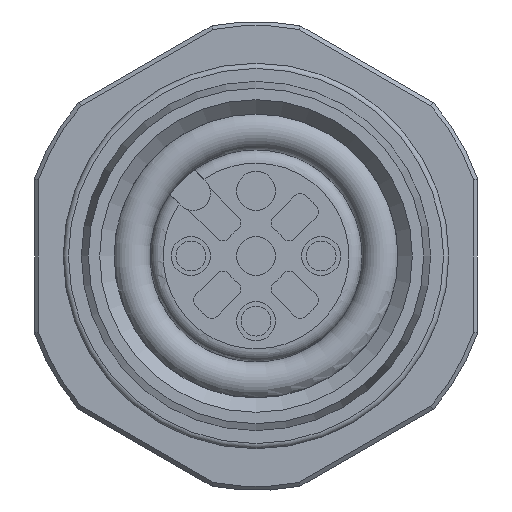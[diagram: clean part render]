
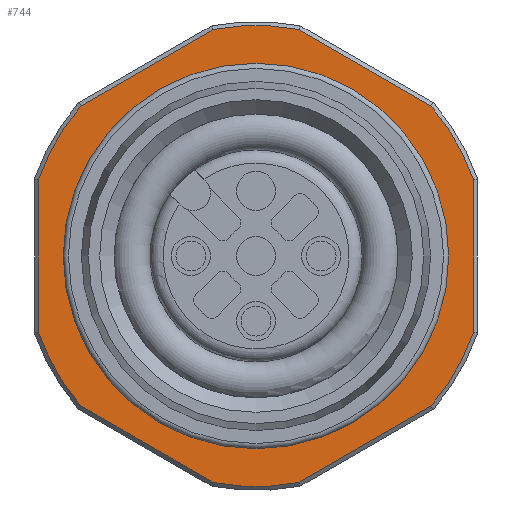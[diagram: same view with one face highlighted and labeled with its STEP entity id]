
A CAD part, front view. The second image highlights one B-rep face of the part: STEP entity #744.
In plain terms, the highlighted planar face has unit normal (0, -1, 0).
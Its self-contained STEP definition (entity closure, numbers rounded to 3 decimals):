
#221=LINE('',#4097,#367);
#222=LINE('',#4101,#368);
#223=LINE('',#4105,#369);
#224=LINE('',#4109,#370);
#225=LINE('',#4113,#371);
#226=LINE('',#4117,#372);
#367=VECTOR('',#3016,1.);
#368=VECTOR('',#3019,1.);
#369=VECTOR('',#3022,1.);
#370=VECTOR('',#3025,1.);
#371=VECTOR('',#3028,1.);
#372=VECTOR('',#3031,1.);
#469=PLANE('',#2470);
#611=CIRCLE('',#2462,7.4);
#612=CIRCLE('',#2464,8.85);
#613=CIRCLE('',#2465,8.85);
#614=CIRCLE('',#2466,8.85);
#615=CIRCLE('',#2467,8.85);
#616=CIRCLE('',#2468,8.85);
#617=CIRCLE('',#2469,8.85);
#744=ADVANCED_FACE('F58',(#946,#947),#469,.T.);
#946=FACE_BOUND('',#1125,.T.);
#947=FACE_BOUND('',#1126,.T.);
#1125=EDGE_LOOP('',(#1546,#1547,#1548,#1549,#1550,#1551,#1552,#1553,#1554,
#1555,#1556,#1557));
#1126=EDGE_LOOP('',(#1558));
#1546=ORIENTED_EDGE('',*,*,#2165,.F.);
#1547=ORIENTED_EDGE('',*,*,#2166,.F.);
#1548=ORIENTED_EDGE('',*,*,#2167,.F.);
#1549=ORIENTED_EDGE('',*,*,#2168,.F.);
#1550=ORIENTED_EDGE('',*,*,#2169,.F.);
#1551=ORIENTED_EDGE('',*,*,#2170,.F.);
#1552=ORIENTED_EDGE('',*,*,#2171,.F.);
#1553=ORIENTED_EDGE('',*,*,#2172,.F.);
#1554=ORIENTED_EDGE('',*,*,#2173,.F.);
#1555=ORIENTED_EDGE('',*,*,#2174,.F.);
#1556=ORIENTED_EDGE('',*,*,#2175,.F.);
#1557=ORIENTED_EDGE('',*,*,#2176,.F.);
#1558=ORIENTED_EDGE('',*,*,#2164,.T.);
#1914=VERTEX_POINT('',#4092);
#1915=VERTEX_POINT('',#4095);
#1916=VERTEX_POINT('',#4096);
#1917=VERTEX_POINT('',#4098);
#1918=VERTEX_POINT('',#4100);
#1919=VERTEX_POINT('',#4102);
#1920=VERTEX_POINT('',#4104);
#1921=VERTEX_POINT('',#4106);
#1922=VERTEX_POINT('',#4108);
#1923=VERTEX_POINT('',#4110);
#1924=VERTEX_POINT('',#4112);
#1925=VERTEX_POINT('',#4114);
#1926=VERTEX_POINT('',#4116);
#2164=EDGE_CURVE('E168',#1914,#1914,#611,.T.);
#2165=EDGE_CURVE('E170',#1915,#1916,#612,.T.);
#2166=EDGE_CURVE('E171',#1917,#1915,#221,.T.);
#2167=EDGE_CURVE('E172',#1918,#1917,#613,.T.);
#2168=EDGE_CURVE('E173',#1919,#1918,#222,.T.);
#2169=EDGE_CURVE('E174',#1920,#1919,#614,.T.);
#2170=EDGE_CURVE('E175',#1921,#1920,#223,.T.);
#2171=EDGE_CURVE('E176',#1922,#1921,#615,.T.);
#2172=EDGE_CURVE('E177',#1923,#1922,#224,.T.);
#2173=EDGE_CURVE('E178',#1924,#1923,#616,.T.);
#2174=EDGE_CURVE('E179',#1925,#1924,#225,.T.);
#2175=EDGE_CURVE('E180',#1926,#1925,#617,.T.);
#2176=EDGE_CURVE('E181',#1916,#1926,#226,.T.);
#2462=AXIS2_PLACEMENT_3D('',#4091,#3010,#3011);
#2464=AXIS2_PLACEMENT_3D('',#4094,#3014,#3015);
#2465=AXIS2_PLACEMENT_3D('',#4099,#3017,#3018);
#2466=AXIS2_PLACEMENT_3D('',#4103,#3020,#3021);
#2467=AXIS2_PLACEMENT_3D('',#4107,#3023,#3024);
#2468=AXIS2_PLACEMENT_3D('',#4111,#3026,#3027);
#2469=AXIS2_PLACEMENT_3D('',#4115,#3029,#3030);
#2470=AXIS2_PLACEMENT_3D('',#4118,#3032,#3033);
#3010=DIRECTION('',(0.,1.,0.));
#3011=DIRECTION('',(0.,0.,1.));
#3014=DIRECTION('',(0.,1.,0.));
#3015=DIRECTION('',(-1.,0.,0.));
#3016=DIRECTION('',(0.,0.,1.));
#3017=DIRECTION('',(0.,1.,0.));
#3018=DIRECTION('',(-1.,0.,0.));
#3019=DIRECTION('',(-0.866,0.,0.5));
#3020=DIRECTION('',(0.,1.,0.));
#3021=DIRECTION('',(0.,0.,1.));
#3022=DIRECTION('',(-0.866,0.,-0.5));
#3023=DIRECTION('',(0.,1.,0.));
#3024=DIRECTION('',(-1.,0.,0.));
#3025=DIRECTION('',(0.,0.,-1.));
#3026=DIRECTION('',(0.,1.,0.));
#3027=DIRECTION('',(-1.,0.,0.));
#3028=DIRECTION('',(0.866,0.,-0.5));
#3029=DIRECTION('',(0.,1.,0.));
#3030=DIRECTION('',(0.,0.,1.));
#3031=DIRECTION('',(0.866,0.,0.5));
#3032=DIRECTION('',(0.,-1.,0.));
#3033=DIRECTION('',(1.,0.,0.));
#4091=CARTESIAN_POINT('',(50.,60.8,0.));
#4092=CARTESIAN_POINT('',(50.,60.8,7.4));
#4094=CARTESIAN_POINT('',(50.,60.8,0.));
#4095=CARTESIAN_POINT('',(41.65,60.8,2.933));
#4096=CARTESIAN_POINT('',(43.285,60.8,5.765));
#4097=CARTESIAN_POINT('',(41.65,60.8,0.));
#4098=CARTESIAN_POINT('',(41.65,60.8,-2.933));
#4099=CARTESIAN_POINT('',(50.,60.8,0.));
#4100=CARTESIAN_POINT('',(43.285,60.8,-5.765));
#4101=CARTESIAN_POINT('',(45.825,60.8,-7.231));
#4102=CARTESIAN_POINT('',(48.365,60.8,-8.698));
#4103=CARTESIAN_POINT('',(50.,60.8,0.));
#4104=CARTESIAN_POINT('',(51.635,60.8,-8.698));
#4105=CARTESIAN_POINT('',(54.175,60.8,-7.231));
#4106=CARTESIAN_POINT('',(56.715,60.8,-5.765));
#4107=CARTESIAN_POINT('',(50.,60.8,0.));
#4108=CARTESIAN_POINT('',(58.35,60.8,-2.933));
#4109=CARTESIAN_POINT('',(58.35,60.8,0.));
#4110=CARTESIAN_POINT('',(58.35,60.8,2.933));
#4111=CARTESIAN_POINT('',(50.,60.8,0.));
#4112=CARTESIAN_POINT('',(56.715,60.8,5.765));
#4113=CARTESIAN_POINT('',(54.175,60.8,7.231));
#4114=CARTESIAN_POINT('',(51.635,60.8,8.698));
#4115=CARTESIAN_POINT('',(50.,60.8,0.));
#4116=CARTESIAN_POINT('',(48.365,60.8,8.698));
#4117=CARTESIAN_POINT('',(45.825,60.8,7.231));
#4118=CARTESIAN_POINT('',(59.025,60.8,10.));
